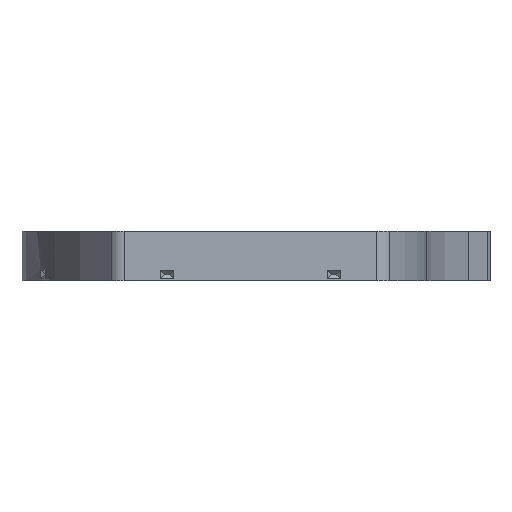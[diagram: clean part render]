
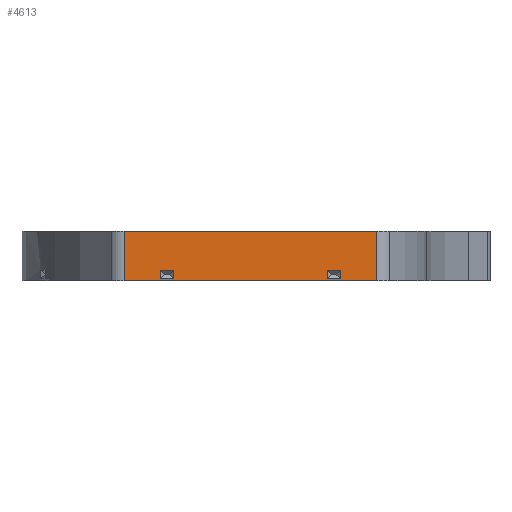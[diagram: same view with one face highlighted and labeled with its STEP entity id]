
A CAD part, left-side view. The second image highlights one B-rep face of the part: STEP entity #4613.
In plain terms, the highlighted planar face has unit normal (-1, 0, 0).
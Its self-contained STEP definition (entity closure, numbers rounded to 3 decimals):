
#22=FACE_BOUND('',#476,.T.);
#23=FACE_BOUND('',#477,.T.);
#226=FACE_OUTER_BOUND('',#475,.T.);
#475=EDGE_LOOP('',(#3280,#3281,#3282,#3283));
#476=EDGE_LOOP('',(#3284,#3285,#3286,#3287));
#477=EDGE_LOOP('',(#3288,#3289,#3290,#3291));
#743=LINE('',#6391,#1345);
#746=LINE('',#6397,#1348);
#749=LINE('',#6404,#1351);
#752=LINE('',#6410,#1354);
#768=LINE('',#6446,#1370);
#770=LINE('',#6449,#1372);
#771=LINE('',#6452,#1373);
#773=LINE('',#6455,#1375);
#853=LINE('',#6687,#1455);
#854=LINE('',#6690,#1456);
#855=LINE('',#6692,#1457);
#856=LINE('',#6693,#1458);
#1345=VECTOR('',#5169,10.);
#1348=VECTOR('',#5174,10.);
#1351=VECTOR('',#5179,10.);
#1354=VECTOR('',#5184,10.);
#1370=VECTOR('',#5226,10.);
#1372=VECTOR('',#5230,10.);
#1373=VECTOR('',#5233,10.);
#1375=VECTOR('',#5237,10.);
#1455=VECTOR('',#5463,10.);
#1456=VECTOR('',#5466,10.);
#1457=VECTOR('',#5467,10.);
#1458=VECTOR('',#5468,10.);
#1944=VERTEX_POINT('',#6389);
#1945=VERTEX_POINT('',#6390);
#1947=VERTEX_POINT('',#6396);
#1949=VERTEX_POINT('',#6402);
#1950=VERTEX_POINT('',#6403);
#1952=VERTEX_POINT('',#6409);
#1959=VERTEX_POINT('',#6445);
#1960=VERTEX_POINT('',#6451);
#2038=VERTEX_POINT('',#6683);
#2039=VERTEX_POINT('',#6685);
#2040=VERTEX_POINT('',#6689);
#2041=VERTEX_POINT('',#6691);
#2386=EDGE_CURVE('',#1944,#1945,#743,.T.);
#2389=EDGE_CURVE('',#1945,#1947,#746,.T.);
#2392=EDGE_CURVE('',#1949,#1950,#749,.T.);
#2395=EDGE_CURVE('',#1950,#1952,#752,.T.);
#2413=EDGE_CURVE('',#1947,#1959,#768,.T.);
#2415=EDGE_CURVE('',#1959,#1944,#770,.T.);
#2416=EDGE_CURVE('',#1952,#1960,#771,.T.);
#2418=EDGE_CURVE('',#1960,#1949,#773,.T.);
#2534=EDGE_CURVE('',#2038,#2039,#853,.T.);
#2535=EDGE_CURVE('',#2040,#2038,#854,.T.);
#2536=EDGE_CURVE('',#2041,#2039,#855,.T.);
#2537=EDGE_CURVE('',#2040,#2041,#856,.T.);
#3280=ORIENTED_EDGE('',*,*,#2535,.T.);
#3281=ORIENTED_EDGE('',*,*,#2534,.T.);
#3282=ORIENTED_EDGE('',*,*,#2536,.F.);
#3283=ORIENTED_EDGE('',*,*,#2537,.F.);
#3284=ORIENTED_EDGE('',*,*,#2413,.T.);
#3285=ORIENTED_EDGE('',*,*,#2415,.T.);
#3286=ORIENTED_EDGE('',*,*,#2386,.T.);
#3287=ORIENTED_EDGE('',*,*,#2389,.T.);
#3288=ORIENTED_EDGE('',*,*,#2416,.T.);
#3289=ORIENTED_EDGE('',*,*,#2418,.T.);
#3290=ORIENTED_EDGE('',*,*,#2392,.T.);
#3291=ORIENTED_EDGE('',*,*,#2395,.T.);
#4374=PLANE('',#4914);
#4613=ADVANCED_FACE('',(#226,#22,#23),#4374,.T.);
#4914=AXIS2_PLACEMENT_3D('',#6688,#5464,#5465);
#5169=DIRECTION('',(0.,0.,-1.));
#5174=DIRECTION('',(0.,1.,0.));
#5179=DIRECTION('',(0.,0.,1.));
#5184=DIRECTION('',(0.,-1.,0.));
#5226=DIRECTION('',(0.,0.,1.));
#5230=DIRECTION('',(0.,-1.,0.));
#5233=DIRECTION('',(0.,0.,-1.));
#5237=DIRECTION('',(0.,1.,0.));
#5463=DIRECTION('',(0.,0.,1.));
#5464=DIRECTION('center_axis',(-1.,0.,0.));
#5465=DIRECTION('ref_axis',(0.,-1.,0.));
#5466=DIRECTION('',(0.,-1.,0.));
#5467=DIRECTION('',(0.,-1.,0.));
#5468=DIRECTION('',(0.,0.,1.));
#6389=CARTESIAN_POINT('',(7.134,-36.148,0.341));
#6390=CARTESIAN_POINT('',(7.134,-36.148,-1.541));
#6391=CARTESIAN_POINT('',(7.134,-36.148,-1.8));
#6396=CARTESIAN_POINT('',(7.134,-33.265,-1.541));
#6397=CARTESIAN_POINT('',(7.134,-29.207,-1.541));
#6402=CARTESIAN_POINT('',(7.134,-70.062,-1.541));
#6403=CARTESIAN_POINT('',(7.134,-70.062,0.341));
#6404=CARTESIAN_POINT('',(7.134,-70.062,-0.8));
#6409=CARTESIAN_POINT('',(7.134,-72.945,0.341));
#6410=CARTESIAN_POINT('',(7.134,-49.105,0.341));
#6445=CARTESIAN_POINT('',(7.134,-33.265,0.341));
#6446=CARTESIAN_POINT('',(7.134,-33.265,-0.8));
#6449=CARTESIAN_POINT('',(7.134,-30.707,0.341));
#6451=CARTESIAN_POINT('',(7.134,-72.945,-1.541));
#6452=CARTESIAN_POINT('',(7.134,-72.945,-1.8));
#6455=CARTESIAN_POINT('',(7.134,-47.605,-1.541));
#6683=CARTESIAN_POINT('',(7.134,-80.993,-2.));
#6685=CARTESIAN_POINT('',(7.134,-80.993,9.));
#6687=CARTESIAN_POINT('',(7.134,-80.993,-2.));
#6688=CARTESIAN_POINT('Origin',(7.134,-25.207,-2.));
#6689=CARTESIAN_POINT('',(7.134,-25.207,-2.));
#6690=CARTESIAN_POINT('',(7.134,-67.673,-2.));
#6691=CARTESIAN_POINT('',(7.134,-25.207,9.));
#6692=CARTESIAN_POINT('',(7.134,-67.673,9.));
#6693=CARTESIAN_POINT('',(7.134,-25.207,-2.));
